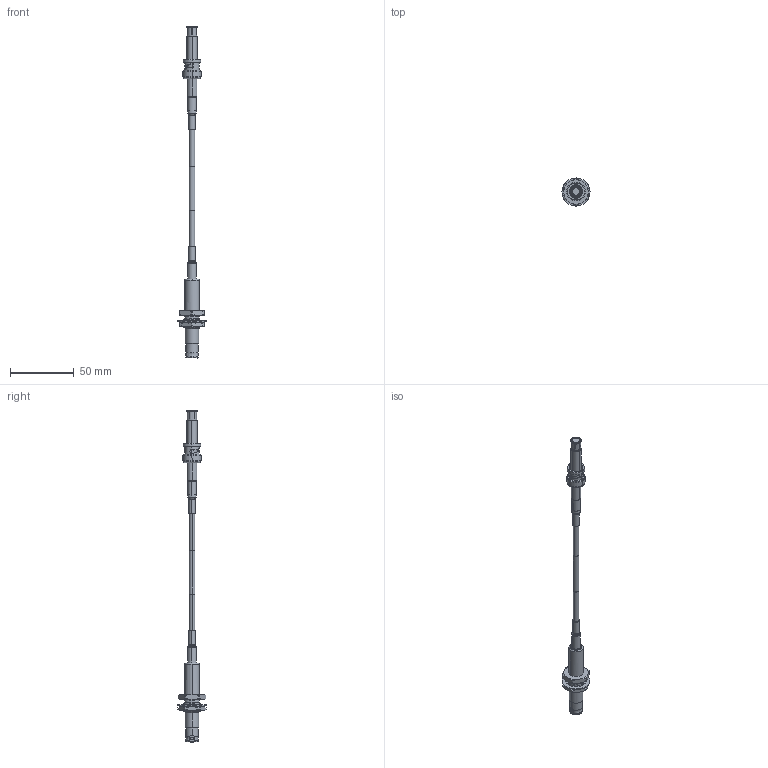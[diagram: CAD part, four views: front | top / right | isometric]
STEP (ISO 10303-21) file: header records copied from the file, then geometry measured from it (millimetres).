
FILE_DESCRIPTION (( 'STEP AP214' ), '1' );
FILE_NAME ('FMCA9764_3D.step', '2024-07-29T14:43:42', ( '' ), ( '' ), 'SwSTEP 2.0', 'SolidWorks 2022', '' );
FILE_SCHEMA (( 'AUTOMOTIVE_DESIGN' ));
Length unit declared in the file: inch
Products named in the file (10): FMCN45836; 10KV8501-4; N8105AS-7; FMCA9764_3D; FMCN45837; RG303／U_5 Inch Length with Lable; PE45837; BNC8105-5; FERRULE-230180FM_FERRULE-FM; Heat Shrink^FMCA9764_1" Long
Assembly tree (10 placements, depth 3):
  FMCA9764_3D
    RG303／U_5 Inch Length with Lable
    FMCN45836
    FMCN45837
      PE45837
      BNC8105-5
      10KV8501-4
      N8105AS-7
    FERRULE-230180FM_FERRULE-FM
    Heat Shrink^FMCA9764_1" Long  x2
Bounding box: 22 x 22 x 260.1 mm (x, y, z)
Volume: 12374.1 mm3; surface area: 13121.3 mm2
Topology: 9 solids, 10 shells, 414 faces, 991 edges, 622 vertices
Faces by surface type: cylinder 172, plane 127, cone 64, bspline 35, torus 16
Entity records: 12898 total; most frequent: CARTESIAN_POINT 3411, DIRECTION 1938, ORIENTED_EDGE 1894, EDGE_CURVE 947, AXIS2_PLACEMENT_3D 804, VERTEX_POINT 598, CIRCLE 433, EDGE_LOOP 431
